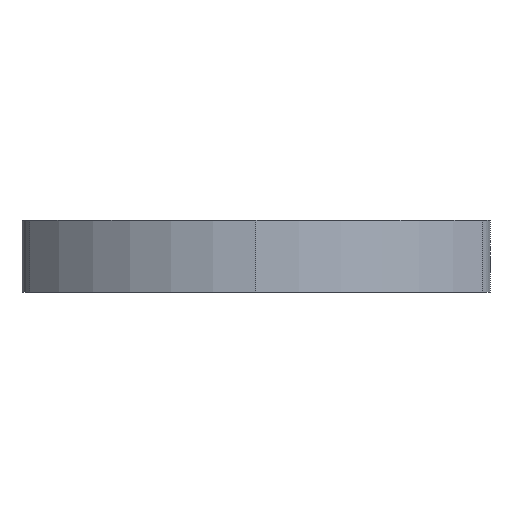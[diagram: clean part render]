
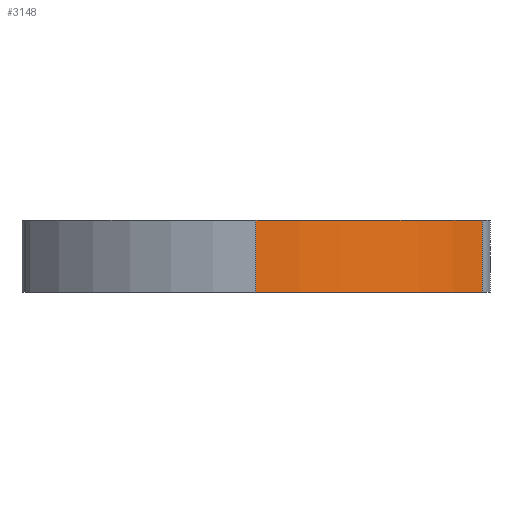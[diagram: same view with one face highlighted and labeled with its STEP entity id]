
A CAD part, left-side view. The second image highlights one B-rep face of the part: STEP entity #3148.
In plain terms, the highlighted cylindrical face has radius 40 mm (diameter 80 mm), a partial arc.
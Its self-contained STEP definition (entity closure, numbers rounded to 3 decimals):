
#38 = CARTESIAN_POINT ( 'NONE',  ( -35.744, -31.429, 10. ) ) ;
#234 = DIRECTION ( 'NONE',  ( -1., 0., 0. ) ) ;
#299 = DIRECTION ( 'NONE',  ( 1., 0., 0. ) ) ;
#506 = CARTESIAN_POINT ( 'NONE',  ( -11., 0., 10. ) ) ;
#517 = CIRCLE ( 'NONE', #2567, 40. ) ;
#682 = LINE ( 'NONE', #3240, #2040 ) ;
#791 = DIRECTION ( 'NONE',  ( 0., 0., -1. ) ) ;
#847 = CARTESIAN_POINT ( 'NONE',  ( -51., 0., 10. ) ) ;
#895 = EDGE_CURVE ( 'NONE', #1941, #3424, #517, .T. ) ;
#1271 = CARTESIAN_POINT ( 'NONE',  ( -51., 0., 0. ) ) ;
#1286 = VECTOR ( 'NONE', #2230, 1000. ) ;
#1414 = EDGE_CURVE ( 'NONE', #3085, #2587, #2353, .T. ) ;
#1566 = AXIS2_PLACEMENT_3D ( 'NONE', #506, #791, #234 ) ;
#1708 = DIRECTION ( 'NONE',  ( 1., 0., 0. ) ) ;
#1819 = EDGE_CURVE ( 'NONE', #2587, #3424, #2122, .T. ) ;
#1941 = VERTEX_POINT ( 'NONE', #847 ) ;
#1990 = FACE_OUTER_BOUND ( 'NONE', #3513, .T. ) ;
#2040 = VECTOR ( 'NONE', #2074, 1000. ) ;
#2074 = DIRECTION ( 'NONE',  ( 0., 0., -1. ) ) ;
#2122 = LINE ( 'NONE', #3627, #1286 ) ;
#2229 = DIRECTION ( 'NONE',  ( 0., 0., 1. ) ) ;
#2230 = DIRECTION ( 'NONE',  ( 0., 0., 1. ) ) ;
#2256 = CARTESIAN_POINT ( 'NONE',  ( -11., 0., 10. ) ) ;
#2353 = CIRCLE ( 'NONE', #2952, 40. ) ;
#2488 = ORIENTED_EDGE ( 'NONE', *, *, #2913, .T. ) ;
#2567 = AXIS2_PLACEMENT_3D ( 'NONE', #2256, #2229, #1708 ) ;
#2569 = ORIENTED_EDGE ( 'NONE', *, *, #1414, .T. ) ;
#2587 = VERTEX_POINT ( 'NONE', #2956 ) ;
#2913 = EDGE_CURVE ( 'NONE', #1941, #3085, #682, .T. ) ;
#2952 = AXIS2_PLACEMENT_3D ( 'NONE', #3114, #3667, #299 ) ;
#2956 = CARTESIAN_POINT ( 'NONE',  ( -35.744, -31.429, 0. ) ) ;
#3085 = VERTEX_POINT ( 'NONE', #1271 ) ;
#3114 = CARTESIAN_POINT ( 'NONE',  ( -11., 0., 0. ) ) ;
#3148 = ADVANCED_FACE ( 'NONE', ( #1990 ), #3185, .T. ) ;
#3185 = CYLINDRICAL_SURFACE ( 'NONE', #1566, 40. ) ;
#3231 = ORIENTED_EDGE ( 'NONE', *, *, #1819, .T. ) ;
#3232 = ORIENTED_EDGE ( 'NONE', *, *, #895, .F. ) ;
#3240 = CARTESIAN_POINT ( 'NONE',  ( -51., 0., 10. ) ) ;
#3424 = VERTEX_POINT ( 'NONE', #38 ) ;
#3513 = EDGE_LOOP ( 'NONE', ( #3232, #2488, #2569, #3231 ) ) ;
#3627 = CARTESIAN_POINT ( 'NONE',  ( -35.744, -31.429, 10. ) ) ;
#3667 = DIRECTION ( 'NONE',  ( 0., 0., 1. ) ) ;
